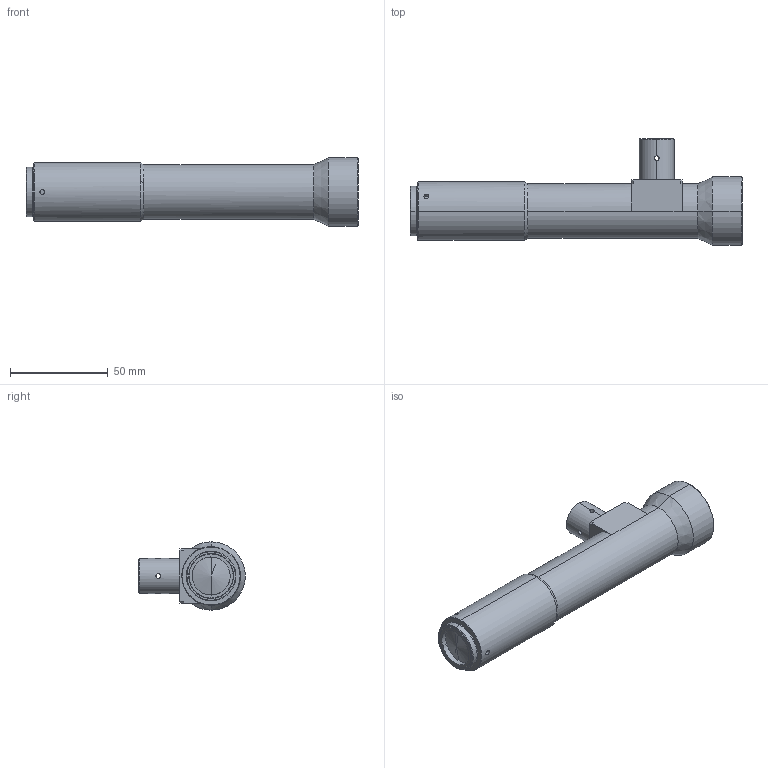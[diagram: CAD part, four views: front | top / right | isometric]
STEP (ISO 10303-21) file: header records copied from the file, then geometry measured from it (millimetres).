
FILE_DESCRIPTION (( 'STEP AP203' ), '1' );
FILE_NAME ('WWK30-110C-111.STEP', '2017-06-13T09:02:47', ( 'frank' ), ( '' ), 'SwSTEP 2.0', 'SolidWorks 2012', '' );
FILE_SCHEMA (( 'CONFIG_CONTROL_DESIGN' ));
Length unit declared in the file: millimetre
Products named in the file (1): WWK30-110C-111
Bounding box: 169.96 x 54.6 x 35 mm (x, y, z)
Volume: 121416.1 mm3; surface area: 20739.7 mm2
Topology: 1 solids, 3 shells, 127 faces, 291 edges, 175 vertices
Faces by surface type: cylinder 63, cone 36, plane 28
Entity records: 4119 total; most frequent: CARTESIAN_POINT 1202, DIRECTION 612, ORIENTED_EDGE 558, EDGE_CURVE 279, AXIS2_PLACEMENT_3D 241, VERTEX_POINT 175, EDGE_LOOP 152, VECTOR 130
